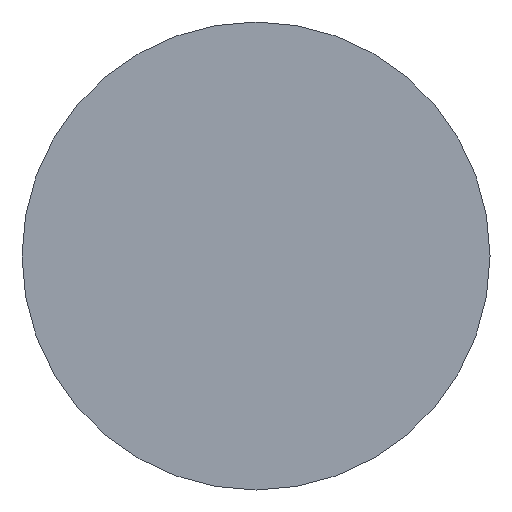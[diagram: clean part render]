
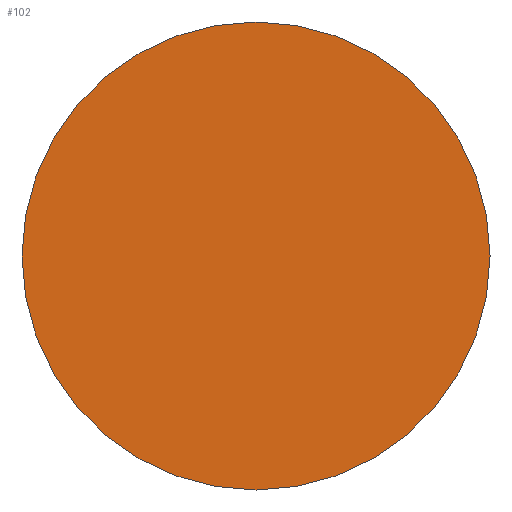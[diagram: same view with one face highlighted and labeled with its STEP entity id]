
A CAD part, front view. The second image highlights one B-rep face of the part: STEP entity #102.
In plain terms, the highlighted planar face has unit normal (0, -1, 0).
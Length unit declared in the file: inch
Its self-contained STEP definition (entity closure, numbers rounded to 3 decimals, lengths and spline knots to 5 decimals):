
#17 = EDGE_CURVE ( 'NONE', #274, #410, #90, .T. ) ;
#69 = DIRECTION ( 'NONE',  ( 0., 0., -1. ) ) ;
#73 = CARTESIAN_POINT ( 'NONE',  ( 0., 0., 0. ) ) ;
#90 = CIRCLE ( 'NONE', #108, 0.09375 ) ;
#98 = DIRECTION ( 'NONE',  ( 0., -1., 0. ) ) ;
#102 = ADVANCED_FACE ( 'NONE', ( #112 ), #293, .T. ) ;
#108 = AXIS2_PLACEMENT_3D ( 'NONE', #384, #98, #69 ) ;
#112 = FACE_OUTER_BOUND ( 'NONE', #305, .T. ) ;
#139 = CARTESIAN_POINT ( 'NONE',  ( 0., 0., 0. ) ) ;
#171 = CARTESIAN_POINT ( 'NONE',  ( 0., 0., -0.09375 ) ) ;
#187 = CARTESIAN_POINT ( 'NONE',  ( 0., 0., 0.09375 ) ) ;
#222 = DIRECTION ( 'NONE',  ( 0., -1., 0. ) ) ;
#234 = CIRCLE ( 'NONE', #447, 0.09375 ) ;
#250 = ORIENTED_EDGE ( 'NONE', *, *, #287, .T. ) ;
#274 = VERTEX_POINT ( 'NONE', #171 ) ;
#287 = EDGE_CURVE ( 'NONE', #410, #274, #234, .T. ) ;
#293 = PLANE ( 'NONE',  #411 ) ;
#305 = EDGE_LOOP ( 'NONE', ( #367, #250 ) ) ;
#313 = DIRECTION ( 'NONE',  ( 0., 0., -1. ) ) ;
#326 = DIRECTION ( 'NONE',  ( 0., 0., -1. ) ) ;
#339 = DIRECTION ( 'NONE',  ( 0., -1., 0. ) ) ;
#367 = ORIENTED_EDGE ( 'NONE', *, *, #17, .T. ) ;
#384 = CARTESIAN_POINT ( 'NONE',  ( 0., 0., 0. ) ) ;
#410 = VERTEX_POINT ( 'NONE', #187 ) ;
#411 = AXIS2_PLACEMENT_3D ( 'NONE', #73, #222, #326 ) ;
#447 = AXIS2_PLACEMENT_3D ( 'NONE', #139, #339, #313 ) ;
